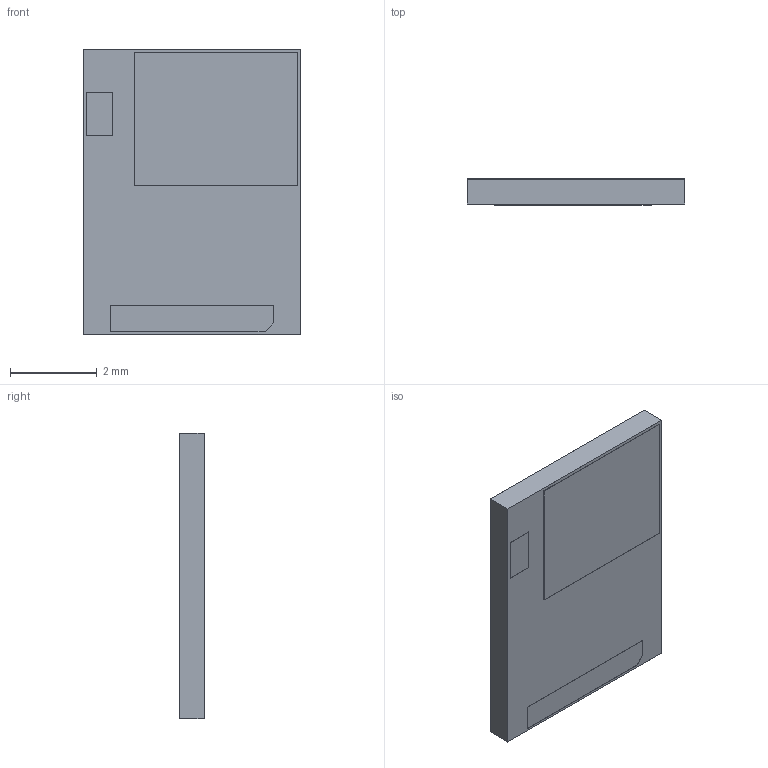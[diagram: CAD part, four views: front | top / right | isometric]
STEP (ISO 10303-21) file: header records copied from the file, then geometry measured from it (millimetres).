
FILE_DESCRIPTION (( 'STEP AP214' ), '1' );
FILE_NAME ('GS66504B-MR.STEP', '2021-10-21T16:43:07', ( '' ), ( '' ), 'SwSTEP 2.0', 'SolidWorks 2017', '' );
FILE_SCHEMA (( 'AUTOMOTIVE_DESIGN' ));
Length unit declared in the file: millimetre
Products named in the file (1): GS66504B-MR
Bounding box: 5.01 x 0.59 x 6.56 mm (x, y, z)
Volume: 19.1 mm3; surface area: 211.1 mm2
Topology: 7 solids, 7 shells, 75 faces, 171 edges, 114 vertices
Faces by surface type: plane 69, cylinder 6
Entity records: 2181 total; most frequent: CARTESIAN_POINT 361, ORIENTED_EDGE 342, DIRECTION 335, EDGE_CURVE 171, VECTOR 159, LINE 159, VERTEX_POINT 114, AXIS2_PLACEMENT_3D 88
